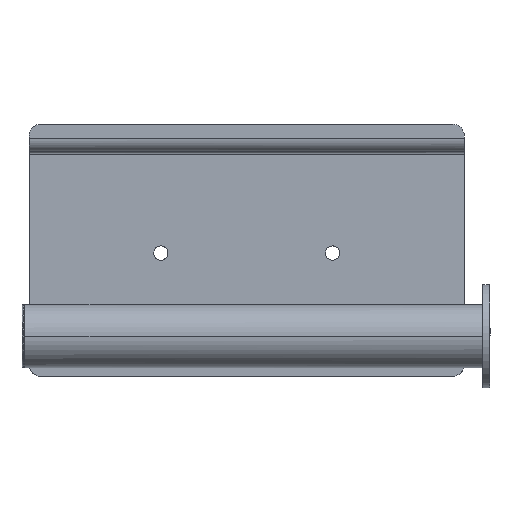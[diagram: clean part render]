
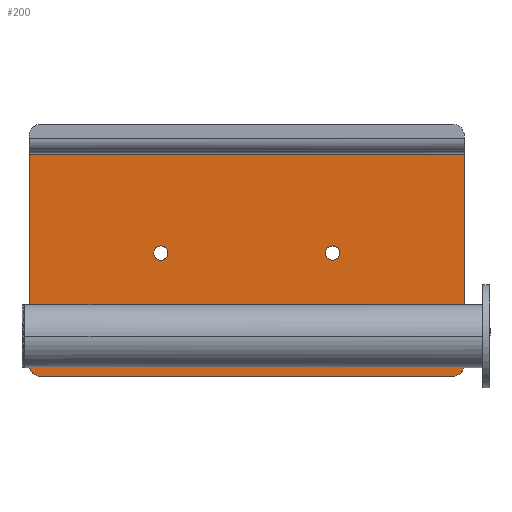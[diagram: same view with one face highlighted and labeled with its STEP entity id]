
A CAD part, front view. The second image highlights one B-rep face of the part: STEP entity #200.
In plain terms, the highlighted planar face has unit normal (0, -1, 0).
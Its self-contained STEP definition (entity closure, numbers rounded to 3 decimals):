
#24=FACE_BOUND('',#492,.T.);
#25=FACE_BOUND('',#493,.T.);
#26=FACE_BOUND('',#494,.T.);
#27=FACE_BOUND('',#495,.T.);
#60=PLANE('',#2727);
#200=ADVANCED_FACE('',(#342,#24,#25,#26,#27),#60,.T.);
#342=FACE_OUTER_BOUND('',#491,.T.);
#491=EDGE_LOOP('',(#887,#888,#889,#890,#891,#892));
#492=EDGE_LOOP('',(#893,#894));
#493=EDGE_LOOP('',(#895,#896));
#494=EDGE_LOOP('',(#897,#898));
#495=EDGE_LOOP('',(#899,#900));
#887=ORIENTED_EDGE('',*,*,#1521,.F.);
#888=ORIENTED_EDGE('',*,*,#1524,.F.);
#889=ORIENTED_EDGE('',*,*,#1527,.F.);
#890=ORIENTED_EDGE('',*,*,#1536,.T.);
#891=ORIENTED_EDGE('',*,*,#1511,.T.);
#892=ORIENTED_EDGE('',*,*,#1517,.T.);
#893=ORIENTED_EDGE('',*,*,#1413,.T.);
#894=ORIENTED_EDGE('',*,*,#1534,.T.);
#895=ORIENTED_EDGE('',*,*,#1513,.T.);
#896=ORIENTED_EDGE('',*,*,#1425,.T.);
#897=ORIENTED_EDGE('',*,*,#1419,.T.);
#898=ORIENTED_EDGE('',*,*,#1531,.T.);
#899=ORIENTED_EDGE('',*,*,#1423,.T.);
#900=ORIENTED_EDGE('',*,*,#1529,.T.);
#1413=EDGE_CURVE('',#2282,#2283,#2120,.T.);
#1419=EDGE_CURVE('',#2289,#2288,#2123,.T.);
#1423=EDGE_CURVE('',#2293,#2292,#2125,.T.);
#1425=EDGE_CURVE('',#2294,#2295,#2126,.T.);
#1511=EDGE_CURVE('',#2358,#2357,#1864,.T.);
#1513=EDGE_CURVE('',#2295,#2294,#2168,.T.);
#1517=EDGE_CURVE('',#2357,#2361,#1867,.T.);
#1521=EDGE_CURVE('',#2363,#2361,#2171,.T.);
#1524=EDGE_CURVE('',#2365,#2363,#1872,.T.);
#1527=EDGE_CURVE('',#2367,#2365,#2173,.T.);
#1529=EDGE_CURVE('',#2292,#2293,#2175,.T.);
#1531=EDGE_CURVE('',#2288,#2289,#2177,.T.);
#1534=EDGE_CURVE('',#2283,#2282,#2178,.T.);
#1536=EDGE_CURVE('',#2367,#2358,#1876,.T.);
#1864=B_SPLINE_CURVE_WITH_KNOTS('',1,(#4663,#4664),.UNSPECIFIED.,.F.,.F.,
(2,2),(-152.,0.),.UNSPECIFIED.);
#1867=B_SPLINE_CURVE_WITH_KNOTS('',1,(#4682,#4683),.UNSPECIFIED.,.F.,.F.,
(2,2),(-73.5,0.),.UNSPECIFIED.);
#1872=B_SPLINE_CURVE_WITH_KNOTS('',1,(#4698,#4699),.UNSPECIFIED.,.F.,.F.,
(2,2),(0.,144.),.UNSPECIFIED.);
#1876=B_SPLINE_CURVE_WITH_KNOTS('',1,(#4742,#4743),.UNSPECIFIED.,.F.,.F.,
(2,2),(0.,73.5),.UNSPECIFIED.);
#2120=(
BOUNDED_CURVE()
B_SPLINE_CURVE(2,(#4364,#4365,#4366,#4367,#4368),.UNSPECIFIED.,.F.,.F.)
B_SPLINE_CURVE_WITH_KNOTS((3,2,3),(-5.498,-2.749,
0.),.UNSPECIFIED.)
CURVE()
GEOMETRIC_REPRESENTATION_ITEM()
RATIONAL_B_SPLINE_CURVE((1.,0.707,1.,0.707,1.))
REPRESENTATION_ITEM('')
);
#2123=(
BOUNDED_CURVE()
B_SPLINE_CURVE(2,(#4385,#4386,#4387,#4388,#4389),.UNSPECIFIED.,.F.,.F.)
B_SPLINE_CURVE_WITH_KNOTS((3,2,3),(-7.854,-3.927,
0.),.UNSPECIFIED.)
CURVE()
GEOMETRIC_REPRESENTATION_ITEM()
RATIONAL_B_SPLINE_CURVE((1.,0.707,1.,0.707,1.))
REPRESENTATION_ITEM('')
);
#2125=(
BOUNDED_CURVE()
B_SPLINE_CURVE(2,(#4399,#4400,#4401,#4402,#4403),.UNSPECIFIED.,.F.,.F.)
B_SPLINE_CURVE_WITH_KNOTS((3,2,3),(-7.854,-3.927,
0.),.UNSPECIFIED.)
CURVE()
GEOMETRIC_REPRESENTATION_ITEM()
RATIONAL_B_SPLINE_CURVE((1.,0.707,1.,0.707,1.))
REPRESENTATION_ITEM('')
);
#2126=(
BOUNDED_CURVE()
B_SPLINE_CURVE(2,(#4406,#4407,#4408,#4409,#4410),.UNSPECIFIED.,.F.,.F.)
B_SPLINE_CURVE_WITH_KNOTS((3,2,3),(-5.498,-2.749,
0.),.UNSPECIFIED.)
CURVE()
GEOMETRIC_REPRESENTATION_ITEM()
RATIONAL_B_SPLINE_CURVE((1.,0.707,1.,0.707,1.))
REPRESENTATION_ITEM('')
);
#2168=(
BOUNDED_CURVE()
B_SPLINE_CURVE(2,(#4668,#4669,#4670,#4671,#4672),.UNSPECIFIED.,.F.,.F.)
B_SPLINE_CURVE_WITH_KNOTS((3,2,3),(-5.498,-2.749,
0.),.UNSPECIFIED.)
CURVE()
GEOMETRIC_REPRESENTATION_ITEM()
RATIONAL_B_SPLINE_CURVE((1.,0.707,1.,0.707,1.))
REPRESENTATION_ITEM('')
);
#2171=(
BOUNDED_CURVE()
B_SPLINE_CURVE(2,(#4691,#4692,#4693),.UNSPECIFIED.,.F.,.F.)
B_SPLINE_CURVE_WITH_KNOTS((3,3),(0.,6.283),.UNSPECIFIED.)
CURVE()
GEOMETRIC_REPRESENTATION_ITEM()
RATIONAL_B_SPLINE_CURVE((1.,0.707,1.))
REPRESENTATION_ITEM('')
);
#2173=(
BOUNDED_CURVE()
B_SPLINE_CURVE(2,(#4705,#4706,#4707),.UNSPECIFIED.,.F.,.F.)
B_SPLINE_CURVE_WITH_KNOTS((3,3),(0.,6.283),.UNSPECIFIED.)
CURVE()
GEOMETRIC_REPRESENTATION_ITEM()
RATIONAL_B_SPLINE_CURVE((1.,0.707,1.))
REPRESENTATION_ITEM('')
);
#2175=(
BOUNDED_CURVE()
B_SPLINE_CURVE(2,(#4713,#4714,#4715,#4716,#4717),.UNSPECIFIED.,.F.,.F.)
B_SPLINE_CURVE_WITH_KNOTS((3,2,3),(-7.854,-3.927,
0.),.UNSPECIFIED.)
CURVE()
GEOMETRIC_REPRESENTATION_ITEM()
RATIONAL_B_SPLINE_CURVE((1.,0.707,1.,0.707,1.))
REPRESENTATION_ITEM('')
);
#2177=(
BOUNDED_CURVE()
B_SPLINE_CURVE(2,(#4723,#4724,#4725,#4726,#4727),.UNSPECIFIED.,.F.,.F.)
B_SPLINE_CURVE_WITH_KNOTS((3,2,3),(-7.854,-3.927,
0.),.UNSPECIFIED.)
CURVE()
GEOMETRIC_REPRESENTATION_ITEM()
RATIONAL_B_SPLINE_CURVE((1.,0.707,1.,0.707,1.))
REPRESENTATION_ITEM('')
);
#2178=(
BOUNDED_CURVE()
B_SPLINE_CURVE(2,(#4732,#4733,#4734,#4735,#4736),.UNSPECIFIED.,.F.,.F.)
B_SPLINE_CURVE_WITH_KNOTS((3,2,3),(-5.498,-2.749,
0.),.UNSPECIFIED.)
CURVE()
GEOMETRIC_REPRESENTATION_ITEM()
RATIONAL_B_SPLINE_CURVE((1.,0.707,1.,0.707,1.))
REPRESENTATION_ITEM('')
);
#2282=VERTEX_POINT('',#4210);
#2283=VERTEX_POINT('',#4211);
#2288=VERTEX_POINT('',#4216);
#2289=VERTEX_POINT('',#4217);
#2292=VERTEX_POINT('',#4220);
#2293=VERTEX_POINT('',#4221);
#2294=VERTEX_POINT('',#4222);
#2295=VERTEX_POINT('',#4223);
#2357=VERTEX_POINT('',#4285);
#2358=VERTEX_POINT('',#4286);
#2361=VERTEX_POINT('',#4289);
#2363=VERTEX_POINT('',#4291);
#2365=VERTEX_POINT('',#4293);
#2367=VERTEX_POINT('',#4295);
#2727=AXIS2_PLACEMENT_3D('',#4101,#2842,$);
#2842=DIRECTION('',(0.,-1.,0.));
#4101=CARTESIAN_POINT('',(-91.2,-1.5,-21.75));
#4210=CARTESIAN_POINT('',(-59.75,-1.5,0.));
#4211=CARTESIAN_POINT('',(-63.25,-1.5,0.));
#4216=CARTESIAN_POINT('',(-32.5,-1.5,29.));
#4217=CARTESIAN_POINT('',(-27.5,-1.5,29.));
#4220=CARTESIAN_POINT('',(27.5,-1.5,29.));
#4221=CARTESIAN_POINT('',(32.5,-1.5,29.));
#4222=CARTESIAN_POINT('',(-51.75,-1.5,0.));
#4223=CARTESIAN_POINT('',(-55.25,-1.5,0.));
#4285=CARTESIAN_POINT('',(-76.,-1.5,63.5));
#4286=CARTESIAN_POINT('',(76.,-1.5,63.5));
#4289=CARTESIAN_POINT('',(-76.,-1.5,-10.));
#4291=CARTESIAN_POINT('',(-72.,-1.5,-14.));
#4293=CARTESIAN_POINT('',(72.,-1.5,-14.));
#4295=CARTESIAN_POINT('',(76.,-1.5,-10.));
#4364=CARTESIAN_POINT('',(-59.75,-1.5,0.));
#4365=CARTESIAN_POINT('',(-59.75,-1.5,-1.75));
#4366=CARTESIAN_POINT('',(-61.5,-1.5,-1.75));
#4367=CARTESIAN_POINT('',(-63.25,-1.5,-1.75));
#4368=CARTESIAN_POINT('',(-63.25,-1.5,0.));
#4385=CARTESIAN_POINT('',(-27.5,-1.5,29.));
#4386=CARTESIAN_POINT('',(-27.5,-1.5,26.5));
#4387=CARTESIAN_POINT('',(-30.,-1.5,26.5));
#4388=CARTESIAN_POINT('',(-32.5,-1.5,26.5));
#4389=CARTESIAN_POINT('',(-32.5,-1.5,29.));
#4399=CARTESIAN_POINT('',(32.5,-1.5,29.));
#4400=CARTESIAN_POINT('',(32.5,-1.5,26.5));
#4401=CARTESIAN_POINT('',(30.,-1.5,26.5));
#4402=CARTESIAN_POINT('',(27.5,-1.5,26.5));
#4403=CARTESIAN_POINT('',(27.5,-1.5,29.));
#4406=CARTESIAN_POINT('',(-51.75,-1.5,0.));
#4407=CARTESIAN_POINT('',(-51.75,-1.5,-1.75));
#4408=CARTESIAN_POINT('',(-53.5,-1.5,-1.75));
#4409=CARTESIAN_POINT('',(-55.25,-1.5,-1.75));
#4410=CARTESIAN_POINT('',(-55.25,-1.5,0.));
#4663=CARTESIAN_POINT('',(76.,-1.5,63.5));
#4664=CARTESIAN_POINT('',(-76.,-1.5,63.5));
#4668=CARTESIAN_POINT('',(-55.25,-1.5,0.));
#4669=CARTESIAN_POINT('',(-55.25,-1.5,1.75));
#4670=CARTESIAN_POINT('',(-53.5,-1.5,1.75));
#4671=CARTESIAN_POINT('',(-51.75,-1.5,1.75));
#4672=CARTESIAN_POINT('',(-51.75,-1.5,0.));
#4682=CARTESIAN_POINT('',(-76.,-1.5,63.5));
#4683=CARTESIAN_POINT('',(-76.,-1.5,-10.));
#4691=CARTESIAN_POINT('',(-72.,-1.5,-14.));
#4692=CARTESIAN_POINT('',(-76.,-1.5,-14.));
#4693=CARTESIAN_POINT('',(-76.,-1.5,-10.));
#4698=CARTESIAN_POINT('',(72.,-1.5,-14.));
#4699=CARTESIAN_POINT('',(-72.,-1.5,-14.));
#4705=CARTESIAN_POINT('',(76.,-1.5,-10.));
#4706=CARTESIAN_POINT('',(76.,-1.5,-14.));
#4707=CARTESIAN_POINT('',(72.,-1.5,-14.));
#4713=CARTESIAN_POINT('',(27.5,-1.5,29.));
#4714=CARTESIAN_POINT('',(27.5,-1.5,31.5));
#4715=CARTESIAN_POINT('',(30.,-1.5,31.5));
#4716=CARTESIAN_POINT('',(32.5,-1.5,31.5));
#4717=CARTESIAN_POINT('',(32.5,-1.5,29.));
#4723=CARTESIAN_POINT('',(-32.5,-1.5,29.));
#4724=CARTESIAN_POINT('',(-32.5,-1.5,31.5));
#4725=CARTESIAN_POINT('',(-30.,-1.5,31.5));
#4726=CARTESIAN_POINT('',(-27.5,-1.5,31.5));
#4727=CARTESIAN_POINT('',(-27.5,-1.5,29.));
#4732=CARTESIAN_POINT('',(-63.25,-1.5,0.));
#4733=CARTESIAN_POINT('',(-63.25,-1.5,1.75));
#4734=CARTESIAN_POINT('',(-61.5,-1.5,1.75));
#4735=CARTESIAN_POINT('',(-59.75,-1.5,1.75));
#4736=CARTESIAN_POINT('',(-59.75,-1.5,0.));
#4742=CARTESIAN_POINT('',(76.,-1.5,-10.));
#4743=CARTESIAN_POINT('',(76.,-1.5,63.5));
